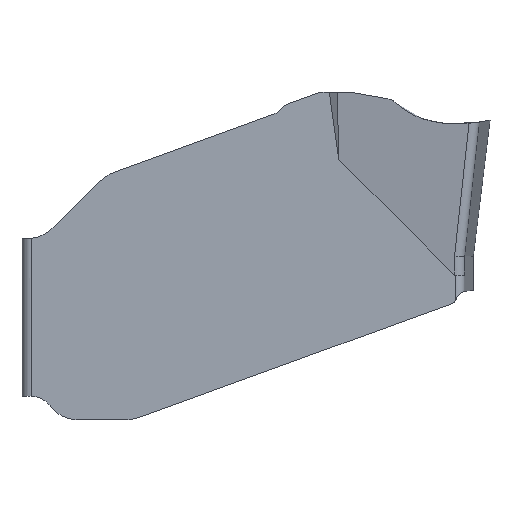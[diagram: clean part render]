
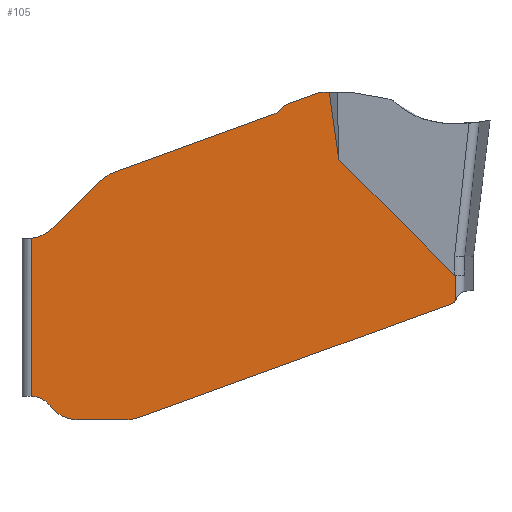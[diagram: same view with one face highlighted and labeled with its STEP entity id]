
A CAD part, left-side view. The second image highlights one B-rep face of the part: STEP entity #105.
In plain terms, the highlighted planar face has unit normal (-1, 0, 0).
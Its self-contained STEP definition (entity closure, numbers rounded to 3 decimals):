
#41=ELLIPSE('',#936,1.46,1.);
#42=ELLIPSE('',#939,2.878,0.2);
#43=ELLIPSE('',#944,1.32,1.);
#82=CIRCLE('',#934,0.5);
#83=CIRCLE('',#935,0.75);
#84=CIRCLE('',#937,1.);
#85=CIRCLE('',#938,0.1);
#86=CIRCLE('',#940,0.2);
#87=CIRCLE('',#941,0.2);
#88=CIRCLE('',#942,0.4);
#89=CIRCLE('',#943,1.);
#90=CIRCLE('',#945,0.8);
#105=ADVANCED_FACE('',(#170),#148,.F.);
#148=PLANE('',#946);
#170=FACE_OUTER_BOUND('',#215,.T.);
#215=EDGE_LOOP('',(#271,#272,#273,#274,#275,#276,#277,#278,#279,#280,#281,
#282,#283,#284,#285,#286,#287,#288,#289,#290,#291,#292,#293,#294,#295));
#271=ORIENTED_EDGE('',*,*,#607,.F.);
#272=ORIENTED_EDGE('',*,*,#608,.F.);
#273=ORIENTED_EDGE('',*,*,#609,.F.);
#274=ORIENTED_EDGE('',*,*,#610,.F.);
#275=ORIENTED_EDGE('',*,*,#611,.F.);
#276=ORIENTED_EDGE('',*,*,#612,.F.);
#277=ORIENTED_EDGE('',*,*,#613,.F.);
#278=ORIENTED_EDGE('',*,*,#614,.F.);
#279=ORIENTED_EDGE('',*,*,#615,.F.);
#280=ORIENTED_EDGE('',*,*,#616,.T.);
#281=ORIENTED_EDGE('',*,*,#617,.T.);
#282=ORIENTED_EDGE('',*,*,#618,.F.);
#283=ORIENTED_EDGE('',*,*,#619,.T.);
#284=ORIENTED_EDGE('',*,*,#620,.T.);
#285=ORIENTED_EDGE('',*,*,#621,.T.);
#286=ORIENTED_EDGE('',*,*,#622,.T.);
#287=ORIENTED_EDGE('',*,*,#623,.T.);
#288=ORIENTED_EDGE('',*,*,#624,.T.);
#289=ORIENTED_EDGE('',*,*,#625,.T.);
#290=ORIENTED_EDGE('',*,*,#626,.T.);
#291=ORIENTED_EDGE('',*,*,#627,.T.);
#292=ORIENTED_EDGE('',*,*,#628,.T.);
#293=ORIENTED_EDGE('',*,*,#629,.T.);
#294=ORIENTED_EDGE('',*,*,#630,.T.);
#295=ORIENTED_EDGE('',*,*,#600,.T.);
#515=VERTEX_POINT('',#1346);
#516=VERTEX_POINT('',#1348);
#521=VERTEX_POINT('',#1374);
#522=VERTEX_POINT('',#1376);
#523=VERTEX_POINT('',#1378);
#524=VERTEX_POINT('',#1380);
#525=VERTEX_POINT('',#1388);
#526=VERTEX_POINT('',#1390);
#527=VERTEX_POINT('',#1392);
#528=VERTEX_POINT('',#1394);
#529=VERTEX_POINT('',#1396);
#530=VERTEX_POINT('',#1398);
#531=VERTEX_POINT('',#1400);
#532=VERTEX_POINT('',#1402);
#533=VERTEX_POINT('',#1404);
#534=VERTEX_POINT('',#1406);
#535=VERTEX_POINT('',#1408);
#536=VERTEX_POINT('',#1410);
#537=VERTEX_POINT('',#1412);
#538=VERTEX_POINT('',#1414);
#539=VERTEX_POINT('',#1416);
#540=VERTEX_POINT('',#1418);
#541=VERTEX_POINT('',#1426);
#542=VERTEX_POINT('',#1428);
#543=VERTEX_POINT('',#1430);
#600=EDGE_CURVE('',#516,#515,#726,.T.);
#607=EDGE_CURVE('',#521,#515,#82,.T.);
#608=EDGE_CURVE('',#522,#521,#83,.T.);
#609=EDGE_CURVE('',#523,#522,#728,.T.);
#610=EDGE_CURVE('',#524,#523,#41,.T.);
#611=EDGE_CURVE('',#525,#524,#876,.T.);
#612=EDGE_CURVE('',#526,#525,#84,.T.);
#613=EDGE_CURVE('',#527,#526,#729,.T.);
#614=EDGE_CURVE('',#528,#527,#85,.T.);
#615=EDGE_CURVE('',#529,#528,#730,.T.);
#616=EDGE_CURVE('',#529,#530,#731,.T.);
#617=EDGE_CURVE('',#530,#531,#42,.T.);
#618=EDGE_CURVE('',#532,#531,#732,.T.);
#619=EDGE_CURVE('',#532,#533,#733,.T.);
#620=EDGE_CURVE('',#533,#534,#734,.T.);
#621=EDGE_CURVE('',#534,#535,#86,.T.);
#622=EDGE_CURVE('',#535,#536,#735,.T.);
#623=EDGE_CURVE('',#536,#537,#87,.T.);
#624=EDGE_CURVE('',#537,#538,#88,.T.);
#625=EDGE_CURVE('',#538,#539,#736,.T.);
#626=EDGE_CURVE('',#539,#540,#89,.T.);
#627=EDGE_CURVE('',#540,#541,#877,.T.);
#628=EDGE_CURVE('',#541,#542,#43,.T.);
#629=EDGE_CURVE('',#542,#543,#737,.T.);
#630=EDGE_CURVE('',#543,#516,#90,.T.);
#726=LINE('',#1347,#798);
#728=LINE('',#1377,#800);
#729=LINE('',#1391,#801);
#730=LINE('',#1395,#802);
#731=LINE('',#1397,#803);
#732=LINE('',#1401,#804);
#733=LINE('',#1403,#805);
#734=LINE('',#1405,#806);
#735=LINE('',#1409,#807);
#736=LINE('',#1415,#808);
#737=LINE('',#1429,#809);
#798=VECTOR('',#1024,1.);
#800=VECTOR('',#1040,1.);
#801=VECTOR('',#1045,1.);
#802=VECTOR('',#1048,1.);
#803=VECTOR('',#1049,1.);
#804=VECTOR('',#1052,1.);
#805=VECTOR('',#1053,1.);
#806=VECTOR('',#1054,1.);
#807=VECTOR('',#1057,1.);
#808=VECTOR('',#1062,1.);
#809=VECTOR('',#1067,1.);
#876=B_SPLINE_CURVE_WITH_KNOTS('',3,(#1381,#1382,#1383,#1384,#1385,#1386,
#1387),.UNSPECIFIED.,.F.,.F.,(4,3,4),(0.,0.31,1.),
 .UNSPECIFIED.);
#877=B_SPLINE_CURVE_WITH_KNOTS('',3,(#1419,#1420,#1421,#1422,#1423,#1424,
#1425),.UNSPECIFIED.,.F.,.F.,(4,3,4),(0.,0.788,1.),
 .UNSPECIFIED.);
#934=AXIS2_PLACEMENT_3D('',#1373,#1036,#1037);
#935=AXIS2_PLACEMENT_3D('',#1375,#1038,#1039);
#936=AXIS2_PLACEMENT_3D('',#1379,#1041,#1042);
#937=AXIS2_PLACEMENT_3D('',#1389,#1043,#1044);
#938=AXIS2_PLACEMENT_3D('',#1393,#1046,#1047);
#939=AXIS2_PLACEMENT_3D('',#1399,#1050,#1051);
#940=AXIS2_PLACEMENT_3D('',#1407,#1055,#1056);
#941=AXIS2_PLACEMENT_3D('',#1411,#1058,#1059);
#942=AXIS2_PLACEMENT_3D('',#1413,#1060,#1061);
#943=AXIS2_PLACEMENT_3D('',#1417,#1063,#1064);
#944=AXIS2_PLACEMENT_3D('',#1427,#1065,#1066);
#945=AXIS2_PLACEMENT_3D('',#1431,#1068,#1069);
#946=AXIS2_PLACEMENT_3D('',#1432,#1070,#1071);
#1024=DIRECTION('',(0.,0.,-1.));
#1036=DIRECTION('',(-1.,0.,0.));
#1037=DIRECTION('',(0.,0.,-1.));
#1038=DIRECTION('',(1.,0.,0.));
#1039=DIRECTION('',(0.,0.,-1.));
#1040=DIRECTION('',(0.,1.,0.));
#1041=DIRECTION('',(1.,0.,0.));
#1042=DIRECTION('',(0.,-1.,0.));
#1043=DIRECTION('',(1.,0.,0.));
#1044=DIRECTION('',(0.,0.,-1.));
#1045=DIRECTION('',(0.,0.94,-0.342));
#1046=DIRECTION('',(1.,0.,0.));
#1047=DIRECTION('',(0.,0.,-1.));
#1048=DIRECTION('',(0.,0.5,-0.866));
#1049=DIRECTION('',(0.,0.,1.));
#1050=DIRECTION('',(1.,0.,0.));
#1051=DIRECTION('',(0.,0.006,1.));
#1052=DIRECTION('',(0.,-0.708,-0.706));
#1053=DIRECTION('',(0.,0.139,0.99));
#1054=DIRECTION('',(0.,1.,0.));
#1055=DIRECTION('',(-1.,0.,0.));
#1056=DIRECTION('',(0.,0.,-1.));
#1057=DIRECTION('',(0.,0.94,-0.342));
#1058=DIRECTION('',(-1.,0.,0.));
#1059=DIRECTION('',(0.,0.,-1.));
#1060=DIRECTION('',(1.,0.,0.));
#1061=DIRECTION('',(0.,0.,-1.));
#1062=DIRECTION('',(0.,0.94,-0.342));
#1063=DIRECTION('',(-1.,0.,0.));
#1064=DIRECTION('',(0.,0.,-1.));
#1065=DIRECTION('',(-1.,0.,0.));
#1066=DIRECTION('',(0.,0.707,-0.707));
#1067=DIRECTION('',(0.,0.707,-0.707));
#1068=DIRECTION('',(1.,0.,0.));
#1069=DIRECTION('',(0.,0.,-1.));
#1070=DIRECTION('',(1.,0.,0.));
#1071=DIRECTION('',(0.,0.,-1.));
#1346=CARTESIAN_POINT('',(-1.25,4.8,-5.9));
#1347=CARTESIAN_POINT('',(-1.25,4.8,-7.9));
#1348=CARTESIAN_POINT('',(-1.25,4.8,-2.524));
#1373=CARTESIAN_POINT('',(-1.25,4.8,-6.4));
#1374=CARTESIAN_POINT('',(-1.25,4.4,-6.1));
#1375=CARTESIAN_POINT('',(-1.25,3.8,-5.65));
#1376=CARTESIAN_POINT('',(-1.25,3.8,-6.4));
#1377=CARTESIAN_POINT('',(-1.25,0.,-6.4));
#1378=CARTESIAN_POINT('',(-1.25,2.835,-6.4));
#1379=CARTESIAN_POINT('',(-1.25,2.835,-5.4));
#1380=CARTESIAN_POINT('',(-1.25,2.755,-6.398));
#1381=CARTESIAN_POINT('',(-1.25,2.736,-6.397));
#1382=CARTESIAN_POINT('',(-1.25,2.738,-6.398));
#1383=CARTESIAN_POINT('',(-1.25,2.74,-6.398));
#1384=CARTESIAN_POINT('',(-1.25,2.742,-6.398));
#1385=CARTESIAN_POINT('',(-1.25,2.746,-6.398));
#1386=CARTESIAN_POINT('',(-1.25,2.75,-6.398));
#1387=CARTESIAN_POINT('',(-1.25,2.755,-6.398));
#1388=CARTESIAN_POINT('',(-1.25,2.736,-6.397));
#1389=CARTESIAN_POINT('',(-1.25,2.807,-5.4));
#1390=CARTESIAN_POINT('',(-1.25,2.465,-6.34));
#1391=CARTESIAN_POINT('',(-1.25,-1.749,-4.806));
#1392=CARTESIAN_POINT('',(-1.25,-4.192,-3.917));
#1393=CARTESIAN_POINT('',(-1.25,-4.158,-3.823));
#1394=CARTESIAN_POINT('',(-1.25,-4.245,-3.873));
#1395=CARTESIAN_POINT('',(-1.25,-4.86,-2.806));
#1396=CARTESIAN_POINT('',(-1.25,-4.257,-3.85));
#1397=CARTESIAN_POINT('',(-1.25,-4.257,-3.506));
#1398=CARTESIAN_POINT('',(-1.25,-4.257,-3.316));
#1399=CARTESIAN_POINT('',(-1.25,-4.24,-0.438));
#1400=CARTESIAN_POINT('',(-1.25,-4.243,-3.309));
#1401=CARTESIAN_POINT('',(-1.25,-3.86,-2.927));
#1402=CARTESIAN_POINT('',(-1.25,-1.768,-0.839));
#1403=CARTESIAN_POINT('',(-1.25,-1.619,0.226));
#1404=CARTESIAN_POINT('',(-1.25,-1.566,0.6));
#1405=CARTESIAN_POINT('',(-1.25,0.,0.6));
#1406=CARTESIAN_POINT('',(-1.25,-1.409,0.6));
#1407=CARTESIAN_POINT('',(-1.25,-1.409,0.4));
#1408=CARTESIAN_POINT('',(-1.25,-1.341,0.588));
#1409=CARTESIAN_POINT('',(-1.25,0.032,0.088));
#1410=CARTESIAN_POINT('',(-1.25,-0.654,0.338));
#1411=CARTESIAN_POINT('',(-1.25,-0.722,0.15));
#1412=CARTESIAN_POINT('',(-1.25,-0.561,0.269));
#1413=CARTESIAN_POINT('',(-1.25,-0.24,0.506));
#1414=CARTESIAN_POINT('',(-1.25,-0.376,0.131));
#1415=CARTESIAN_POINT('',(-1.25,-0.002,-0.006));
#1416=CARTESIAN_POINT('',(-1.25,3.007,-1.101));
#1417=CARTESIAN_POINT('',(-1.25,2.665,-2.041));
#1418=CARTESIAN_POINT('',(-1.25,3.311,-1.277));
#1419=CARTESIAN_POINT('',(-1.25,3.311,-1.277));
#1420=CARTESIAN_POINT('',(-1.25,3.315,-1.281));
#1421=CARTESIAN_POINT('',(-1.25,3.319,-1.284));
#1422=CARTESIAN_POINT('',(-1.25,3.324,-1.288));
#1423=CARTESIAN_POINT('',(-1.25,3.325,-1.289));
#1424=CARTESIAN_POINT('',(-1.25,3.326,-1.29));
#1425=CARTESIAN_POINT('',(-1.25,3.327,-1.291));
#1426=CARTESIAN_POINT('',(-1.25,3.327,-1.291));
#1427=CARTESIAN_POINT('',(-1.25,2.681,-2.057));
#1428=CARTESIAN_POINT('',(-1.25,3.388,-1.349));
#1429=CARTESIAN_POINT('',(-1.25,1.019,1.019));
#1430=CARTESIAN_POINT('',(-1.25,4.334,-2.296));
#1431=CARTESIAN_POINT('',(-1.25,4.9,-1.73));
#1432=CARTESIAN_POINT('',(-1.25,0.,0.));
